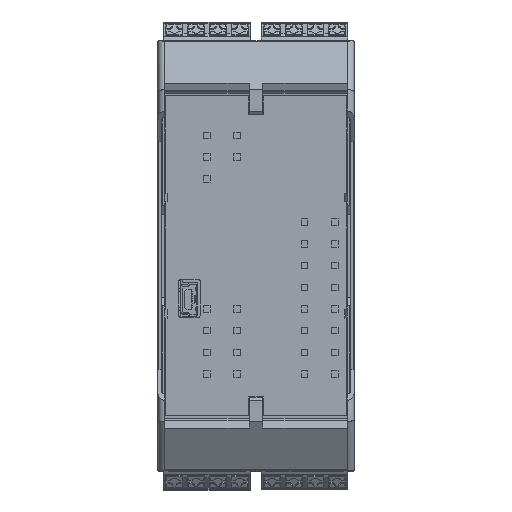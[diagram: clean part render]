
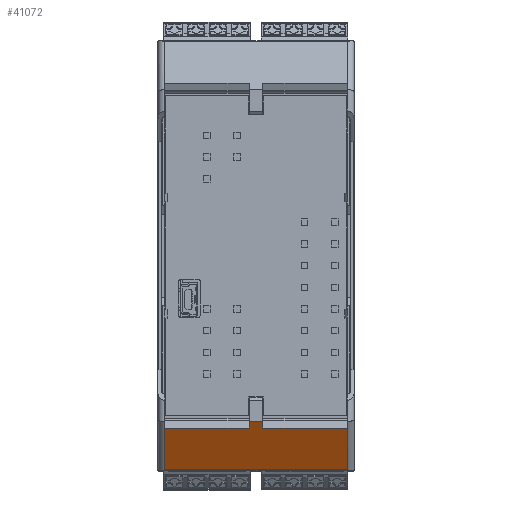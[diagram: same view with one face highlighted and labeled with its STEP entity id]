
A CAD part, top view. The second image highlights one B-rep face of the part: STEP entity #41072.
In plain terms, the highlighted planar face has unit normal (0, -0.545, 0.839).
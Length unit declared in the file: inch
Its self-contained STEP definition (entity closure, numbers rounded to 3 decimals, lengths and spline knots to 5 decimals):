
#2351 = CARTESIAN_POINT ( 'NONE',  ( -0.73228, 0.06157, 4.33287 ) ) ;
#2748 = EDGE_CURVE ( 'NONE', #10166, #188613, #226701, .T. ) ;
#3279 = ORIENTED_EDGE ( 'NONE', *, *, #2748, .T. ) ;
#7584 = LINE ( 'NONE', #8719, #47832 ) ;
#8719 = CARTESIAN_POINT ( 'NONE',  ( 0.03543, 0.06157, 4.33287 ) ) ;
#10166 = VERTEX_POINT ( 'NONE', #86120 ) ;
#12096 = VECTOR ( 'NONE', #175673, 39.37008 ) ;
#15588 = VECTOR ( 'NONE', #157210, 39.37008 ) ;
#16731 = DIRECTION ( 'NONE',  ( 0., -0.839, -0.545 ) ) ;
#24477 = CARTESIAN_POINT ( 'NONE',  ( 0.16142, 0.27953, 4.47441 ) ) ;
#26644 = CARTESIAN_POINT ( 'NONE',  ( 0.6378, -0.15639, 4.19132 ) ) ;
#27542 = LINE ( 'NONE', #81025, #175052 ) ;
#32327 = EDGE_CURVE ( 'NONE', #97729, #65766, #193925, .T. ) ;
#32712 = ORIENTED_EDGE ( 'NONE', *, *, #80242, .F. ) ;
#33064 = VERTEX_POINT ( 'NONE', #107224 ) ;
#33546 = DIRECTION ( 'NONE',  ( -1., 0., 0. ) ) ;
#38761 = EDGE_CURVE ( 'NONE', #65766, #66432, #7584, .T. ) ;
#41072 = ADVANCED_FACE ( 'NONE', ( #150992 ), #186989, .T. ) ;
#43898 = CARTESIAN_POINT ( 'NONE',  ( -0.73031, 0.27953, 4.47441 ) ) ;
#47832 = VECTOR ( 'NONE', #173521, 39.37008 ) ;
#51615 = LINE ( 'NONE', #122593, #67861 ) ;
#56535 = ORIENTED_EDGE ( 'NONE', *, *, #141613, .T. ) ;
#58797 = VECTOR ( 'NONE', #79315, 39.37008 ) ;
#60500 = CARTESIAN_POINT ( 'NONE',  ( -0.72835, 0.22008, 4.4358 ) ) ;
#61313 = CARTESIAN_POINT ( 'NONE',  ( -0.72835, 0.27953, 4.47441 ) ) ;
#65766 = VERTEX_POINT ( 'NONE', #202239 ) ;
#66432 = VERTEX_POINT ( 'NONE', #109830 ) ;
#67861 = VECTOR ( 'NONE', #16731, 39.37008 ) ;
#68857 = EDGE_CURVE ( 'NONE', #219801, #112211, #51615, .T. ) ;
#69508 = VERTEX_POINT ( 'NONE', #155525 ) ;
#79315 = DIRECTION ( 'NONE',  ( -1., 0., 0. ) ) ;
#79597 = EDGE_CURVE ( 'NONE', #188613, #97729, #193206, .T. ) ;
#79985 = DIRECTION ( 'NONE',  ( 0., -0.545, 0.839 ) ) ;
#80242 = EDGE_CURVE ( 'NONE', #69508, #120845, #149798, .T. ) ;
#81025 = CARTESIAN_POINT ( 'NONE',  ( -0.72835, 0.06157, 4.33287 ) ) ;
#81244 = ORIENTED_EDGE ( 'NONE', *, *, #184510, .T. ) ;
#82284 = CARTESIAN_POINT ( 'NONE',  ( -0.73228, -0.15639, 4.19132 ) ) ;
#83373 = CARTESIAN_POINT ( 'NONE',  ( 0.16142, 0.22008, 4.4358 ) ) ;
#86120 = CARTESIAN_POINT ( 'NONE',  ( 0.9252, 0.22008, 4.4358 ) ) ;
#87205 = VECTOR ( 'NONE', #106668, 39.37008 ) ;
#96288 = DIRECTION ( 'NONE',  ( 0., -0.839, -0.545 ) ) ;
#97729 = VERTEX_POINT ( 'NONE', #24477 ) ;
#99078 = CARTESIAN_POINT ( 'NONE',  ( 0.6378, 0.22008, 4.4358 ) ) ;
#101046 = CARTESIAN_POINT ( 'NONE',  ( 0.92913, 0.27953, 4.47441 ) ) ;
#103297 = LINE ( 'NONE', #174269, #148236 ) ;
#104706 = LINE ( 'NONE', #2351, #12096 ) ;
#106668 = DIRECTION ( 'NONE',  ( -1., 0., 0. ) ) ;
#107224 = CARTESIAN_POINT ( 'NONE',  ( 0.9252, 0.27953, 4.47441 ) ) ;
#109830 = CARTESIAN_POINT ( 'NONE',  ( 0.03543, 0.22008, 4.4358 ) ) ;
#112211 = VERTEX_POINT ( 'NONE', #223812 ) ;
#115017 = DIRECTION ( 'NONE',  ( 1., 0., 0. ) ) ;
#120845 = VERTEX_POINT ( 'NONE', #61313 ) ;
#121772 = EDGE_CURVE ( 'NONE', #182609, #112211, #220921, .T. ) ;
#122593 = CARTESIAN_POINT ( 'NONE',  ( 0.92913, 0.18569, 4.41347 ) ) ;
#123582 = VECTOR ( 'NONE', #33546, 39.37008 ) ;
#129984 = DIRECTION ( 'NONE',  ( 0., 0.839, 0.545 ) ) ;
#131877 = CARTESIAN_POINT ( 'NONE',  ( 0.9252, 0.06157, 4.33287 ) ) ;
#133017 = LINE ( 'NONE', #131877, #156747 ) ;
#133999 = ORIENTED_EDGE ( 'NONE', *, *, #68857, .F. ) ;
#136518 = ORIENTED_EDGE ( 'NONE', *, *, #166660, .T. ) ;
#138194 = EDGE_CURVE ( 'NONE', #66432, #167839, #220127, .T. ) ;
#141613 = EDGE_CURVE ( 'NONE', #167839, #120845, #27542, .T. ) ;
#148236 = VECTOR ( 'NONE', #158008, 39.37008 ) ;
#149798 = LINE ( 'NONE', #43898, #194078 ) ;
#150992 = FACE_OUTER_BOUND ( 'NONE', #179300, .T. ) ;
#154248 = VECTOR ( 'NONE', #115017, 39.37008 ) ;
#155525 = CARTESIAN_POINT ( 'NONE',  ( -0.73228, 0.27953, 4.47441 ) ) ;
#156747 = VECTOR ( 'NONE', #167920, 39.37008 ) ;
#157210 = DIRECTION ( 'NONE',  ( 0., 0.839, 0.545 ) ) ;
#158008 = DIRECTION ( 'NONE',  ( -1., 0., 0. ) ) ;
#159486 = CARTESIAN_POINT ( 'NONE',  ( 0.16142, 0.06157, 4.33287 ) ) ;
#161335 = CARTESIAN_POINT ( 'NONE',  ( 0.6378, 0.27953, 4.47441 ) ) ;
#166660 = EDGE_CURVE ( 'NONE', #219801, #33064, #103297, .T. ) ;
#167269 = CARTESIAN_POINT ( 'NONE',  ( 0.6378, 0.06157, 4.33287 ) ) ;
#167839 = VERTEX_POINT ( 'NONE', #60500 ) ;
#167920 = DIRECTION ( 'NONE',  ( 0., -0.839, -0.545 ) ) ;
#173521 = DIRECTION ( 'NONE',  ( 0., -0.839, -0.545 ) ) ;
#174206 = ORIENTED_EDGE ( 'NONE', *, *, #79597, .T. ) ;
#174269 = CARTESIAN_POINT ( 'NONE',  ( 0.6378, 0.27953, 4.47441 ) ) ;
#175052 = VECTOR ( 'NONE', #129984, 39.37008 ) ;
#175673 = DIRECTION ( 'NONE',  ( 0., -0.839, -0.545 ) ) ;
#176007 = ORIENTED_EDGE ( 'NONE', *, *, #121772, .T. ) ;
#177696 = ORIENTED_EDGE ( 'NONE', *, *, #32327, .T. ) ;
#178668 = ORIENTED_EDGE ( 'NONE', *, *, #218437, .T. ) ;
#179300 = EDGE_LOOP ( 'NONE', ( #207419, #56535, #32712, #178668, #176007, #133999, #136518, #81244, #3279, #174206, #177696, #222735 ) ) ;
#182609 = VERTEX_POINT ( 'NONE', #82284 ) ;
#184510 = EDGE_CURVE ( 'NONE', #33064, #10166, #133017, .T. ) ;
#186989 = PLANE ( 'NONE',  #189795 ) ;
#188613 = VERTEX_POINT ( 'NONE', #83373 ) ;
#189795 = AXIS2_PLACEMENT_3D ( 'NONE', #167269, #79985, #96288 ) ;
#192873 = CARTESIAN_POINT ( 'NONE',  ( 0.6378, 0.22008, 4.4358 ) ) ;
#193206 = LINE ( 'NONE', #159486, #15588 ) ;
#193925 = LINE ( 'NONE', #161335, #87205 ) ;
#194078 = VECTOR ( 'NONE', #224169, 39.37008 ) ;
#202239 = CARTESIAN_POINT ( 'NONE',  ( 0.03543, 0.27953, 4.47441 ) ) ;
#207419 = ORIENTED_EDGE ( 'NONE', *, *, #138194, .T. ) ;
#218437 = EDGE_CURVE ( 'NONE', #69508, #182609, #104706, .T. ) ;
#219801 = VERTEX_POINT ( 'NONE', #101046 ) ;
#220127 = LINE ( 'NONE', #99078, #58797 ) ;
#220921 = LINE ( 'NONE', #26644, #154248 ) ;
#222735 = ORIENTED_EDGE ( 'NONE', *, *, #38761, .T. ) ;
#223812 = CARTESIAN_POINT ( 'NONE',  ( 0.92913, -0.15639, 4.19132 ) ) ;
#224169 = DIRECTION ( 'NONE',  ( 1., 0., 0. ) ) ;
#226701 = LINE ( 'NONE', #192873, #123582 ) ;
